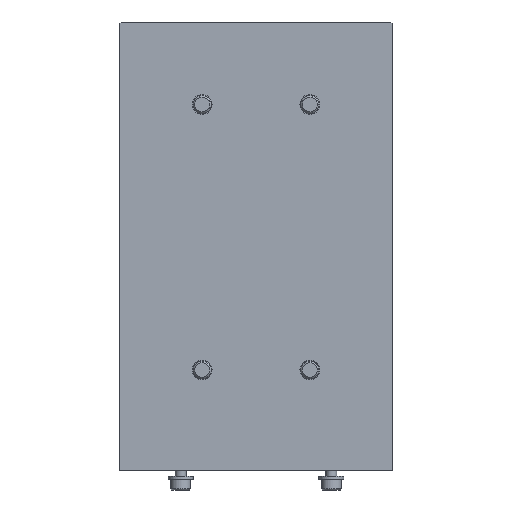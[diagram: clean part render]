
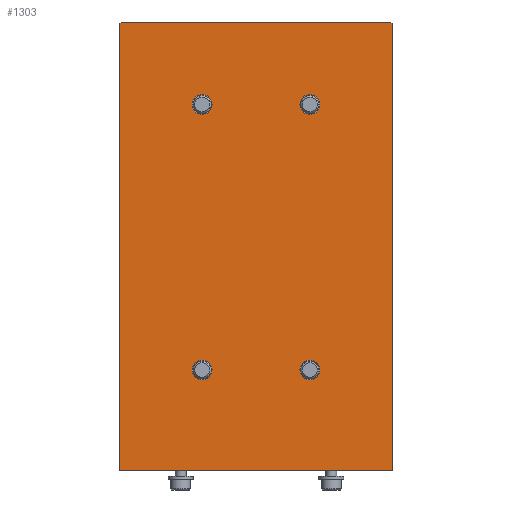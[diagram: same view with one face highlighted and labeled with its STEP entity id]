
A CAD part, front view. The second image highlights one B-rep face of the part: STEP entity #1303.
In plain terms, the highlighted planar face has unit normal (0, -1, 0).
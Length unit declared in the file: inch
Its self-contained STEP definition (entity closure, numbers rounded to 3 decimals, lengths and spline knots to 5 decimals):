
#31 = CARTESIAN_POINT ( 'NONE',  ( -0.59055, 0., 4.01575 ) ) ;
#103 = AXIS2_PLACEMENT_3D ( 'NONE', #6802, #692, #6132 ) ;
#184 = CARTESIAN_POINT ( 'NONE',  ( 0.59055, 0., 4.01575 ) ) ;
#206 = VERTEX_POINT ( 'NONE', #5304 ) ;
#285 = VECTOR ( 'NONE', #3692, 39.37008 ) ;
#478 = LINE ( 'NONE', #558, #3089 ) ;
#523 = CARTESIAN_POINT ( 'NONE',  ( 1.47638, 0., 4.92126 ) ) ;
#558 = CARTESIAN_POINT ( 'NONE',  ( -1.47638, 0., 4.92126 ) ) ;
#575 = AXIS2_PLACEMENT_3D ( 'NONE', #31, #2742, #5468 ) ;
#594 = DIRECTION ( 'NONE',  ( 0., 0., -1. ) ) ;
#659 = FACE_BOUND ( 'NONE', #8476, .T. ) ;
#665 = EDGE_CURVE ( 'NONE', #1461, #1034, #7224, .T. ) ;
#680 = CIRCLE ( 'NONE', #6803, 0.10827 ) ;
#692 = DIRECTION ( 'NONE',  ( 0., -1., 0. ) ) ;
#722 = EDGE_CURVE ( 'NONE', #1937, #8521, #680, .T. ) ;
#803 = DIRECTION ( 'NONE',  ( 0., -1., 0. ) ) ;
#946 = VECTOR ( 'NONE', #1407, 39.37008 ) ;
#1034 = VERTEX_POINT ( 'NONE', #7792 ) ;
#1061 = VERTEX_POINT ( 'NONE', #523 ) ;
#1111 = EDGE_LOOP ( 'NONE', ( #1158, #3773 ) ) ;
#1133 = VERTEX_POINT ( 'NONE', #6638 ) ;
#1158 = ORIENTED_EDGE ( 'NONE', *, *, #4061, .F. ) ;
#1277 = CIRCLE ( 'NONE', #4125, 0.10827 ) ;
#1295 = DIRECTION ( 'NONE',  ( 0., 0., -1. ) ) ;
#1303 = ADVANCED_FACE ( 'NONE', ( #8238, #4046, #659, #7477, #8773 ), #3513, .F. ) ;
#1407 = DIRECTION ( 'NONE',  ( -1., 0., 0. ) ) ;
#1461 = VERTEX_POINT ( 'NONE', #2885 ) ;
#1476 = ORIENTED_EDGE ( 'NONE', *, *, #7149, .F. ) ;
#1560 = CARTESIAN_POINT ( 'NONE',  ( 0.59055, 0., 1.21063 ) ) ;
#1680 = CARTESIAN_POINT ( 'NONE',  ( -0.59055, 0., 3.90748 ) ) ;
#1905 = DIRECTION ( 'NONE',  ( 0., 0., -1. ) ) ;
#1937 = VERTEX_POINT ( 'NONE', #6618 ) ;
#1944 = EDGE_CURVE ( 'NONE', #206, #4243, #8013, .T. ) ;
#2162 = CIRCLE ( 'NONE', #2939, 0.10827 ) ;
#2281 = ORIENTED_EDGE ( 'NONE', *, *, #1944, .F. ) ;
#2362 = CIRCLE ( 'NONE', #103, 0.10827 ) ;
#2363 = CARTESIAN_POINT ( 'NONE',  ( 1.49606, 0., 4.92126 ) ) ;
#2582 = DIRECTION ( 'NONE',  ( 0., 0., -1. ) ) ;
#2742 = DIRECTION ( 'NONE',  ( 0., -1., 0. ) ) ;
#2858 = VERTEX_POINT ( 'NONE', #6317 ) ;
#2885 = CARTESIAN_POINT ( 'NONE',  ( -1.49606, 0., 0. ) ) ;
#2892 = AXIS2_PLACEMENT_3D ( 'NONE', #8282, #4003, #6770 ) ;
#2899 = DIRECTION ( 'NONE',  ( 0., -1., 0. ) ) ;
#2939 = AXIS2_PLACEMENT_3D ( 'NONE', #5192, #8178, #594 ) ;
#3003 = LINE ( 'NONE', #2363, #3861 ) ;
#3078 = DIRECTION ( 'NONE',  ( 0.707, 0., -0.707 ) ) ;
#3089 = VECTOR ( 'NONE', #7166, 39.37008 ) ;
#3100 = ORIENTED_EDGE ( 'NONE', *, *, #6968, .F. ) ;
#3136 = CIRCLE ( 'NONE', #4276, 0.10827 ) ;
#3165 = VERTEX_POINT ( 'NONE', #7378 ) ;
#3223 = DIRECTION ( 'NONE',  ( 0., 0., -1. ) ) ;
#3357 = CARTESIAN_POINT ( 'NONE',  ( 0.59055, 0., 4.12402 ) ) ;
#3477 = EDGE_CURVE ( 'NONE', #8023, #2858, #3003, .T. ) ;
#3513 = PLANE ( 'NONE',  #2892 ) ;
#3608 = EDGE_LOOP ( 'NONE', ( #7536, #3100, #4717, #8691, #8735, #7230 ) ) ;
#3692 = DIRECTION ( 'NONE',  ( 1., 0., 0. ) ) ;
#3728 = CIRCLE ( 'NONE', #4877, 0.10827 ) ;
#3773 = ORIENTED_EDGE ( 'NONE', *, *, #4239, .F. ) ;
#3861 = VECTOR ( 'NONE', #8525, 39.37008 ) ;
#3898 = EDGE_CURVE ( 'NONE', #1061, #8023, #7140, .T. ) ;
#4003 = DIRECTION ( 'NONE',  ( 0., 1., 0. ) ) ;
#4046 = FACE_BOUND ( 'NONE', #4904, .T. ) ;
#4061 = EDGE_CURVE ( 'NONE', #5787, #6457, #3728, .T. ) ;
#4125 = AXIS2_PLACEMENT_3D ( 'NONE', #184, #2899, #5619 ) ;
#4208 = CARTESIAN_POINT ( 'NONE',  ( 1.49606, 0., 4.90157 ) ) ;
#4239 = EDGE_CURVE ( 'NONE', #6457, #5787, #1277, .T. ) ;
#4243 = VERTEX_POINT ( 'NONE', #1560 ) ;
#4276 = AXIS2_PLACEMENT_3D ( 'NONE', #5348, #8064, #1905 ) ;
#4283 = LINE ( 'NONE', #6510, #285 ) ;
#4428 = CARTESIAN_POINT ( 'NONE',  ( 0.59055, 0., 1.10236 ) ) ;
#4552 = ORIENTED_EDGE ( 'NONE', *, *, #4796, .F. ) ;
#4611 = CARTESIAN_POINT ( 'NONE',  ( 0.59055, 0., 3.90748 ) ) ;
#4685 = CARTESIAN_POINT ( 'NONE',  ( -0.59055, 0., 4.01575 ) ) ;
#4717 = ORIENTED_EDGE ( 'NONE', *, *, #5295, .T. ) ;
#4794 = LINE ( 'NONE', #5471, #946 ) ;
#4796 = EDGE_CURVE ( 'NONE', #3165, #1133, #2162, .T. ) ;
#4877 = AXIS2_PLACEMENT_3D ( 'NONE', #5537, #803, #1295 ) ;
#4904 = EDGE_LOOP ( 'NONE', ( #2281, #1476 ) ) ;
#5192 = CARTESIAN_POINT ( 'NONE',  ( -0.59055, 0., 1.10236 ) ) ;
#5295 = EDGE_CURVE ( 'NONE', #8028, #1034, #478, .T. ) ;
#5304 = CARTESIAN_POINT ( 'NONE',  ( 0.59055, 0., 0.99409 ) ) ;
#5348 = CARTESIAN_POINT ( 'NONE',  ( 0.59055, 0., 1.10236 ) ) ;
#5468 = DIRECTION ( 'NONE',  ( 0., 0., -1. ) ) ;
#5471 = CARTESIAN_POINT ( 'NONE',  ( 1.49606, 0., 0. ) ) ;
#5537 = CARTESIAN_POINT ( 'NONE',  ( 0.59055, 0., 4.01575 ) ) ;
#5619 = DIRECTION ( 'NONE',  ( 0., 0., -1. ) ) ;
#5787 = VERTEX_POINT ( 'NONE', #4611 ) ;
#6018 = DIRECTION ( 'NONE',  ( 0., 0., 1. ) ) ;
#6132 = DIRECTION ( 'NONE',  ( 0., 0., -1. ) ) ;
#6317 = CARTESIAN_POINT ( 'NONE',  ( 1.49606, 0., 0. ) ) ;
#6373 = VECTOR ( 'NONE', #6018, 39.37008 ) ;
#6457 = VERTEX_POINT ( 'NONE', #3357 ) ;
#6468 = ORIENTED_EDGE ( 'NONE', *, *, #722, .F. ) ;
#6473 = CARTESIAN_POINT ( 'NONE',  ( 1.49606, 0., 4.90157 ) ) ;
#6510 = CARTESIAN_POINT ( 'NONE',  ( 1.49606, 0., 4.92126 ) ) ;
#6575 = DIRECTION ( 'NONE',  ( 0., -1., 0. ) ) ;
#6595 = AXIS2_PLACEMENT_3D ( 'NONE', #4428, #6575, #3223 ) ;
#6618 = CARTESIAN_POINT ( 'NONE',  ( -0.59055, 0., 4.12402 ) ) ;
#6638 = CARTESIAN_POINT ( 'NONE',  ( -0.59055, 0., 1.21063 ) ) ;
#6726 = VECTOR ( 'NONE', #3078, 39.37008 ) ;
#6770 = DIRECTION ( 'NONE',  ( 0., 0., 1. ) ) ;
#6802 = CARTESIAN_POINT ( 'NONE',  ( -0.59055, 0., 1.10236 ) ) ;
#6803 = AXIS2_PLACEMENT_3D ( 'NONE', #4685, #7399, #2582 ) ;
#6894 = CARTESIAN_POINT ( 'NONE',  ( -1.47638, 0., 4.92126 ) ) ;
#6968 = EDGE_CURVE ( 'NONE', #8028, #1061, #4283, .T. ) ;
#7070 = EDGE_LOOP ( 'NONE', ( #7935, #6468 ) ) ;
#7127 = CIRCLE ( 'NONE', #575, 0.10827 ) ;
#7140 = LINE ( 'NONE', #6473, #6726 ) ;
#7149 = EDGE_CURVE ( 'NONE', #4243, #206, #3136, .T. ) ;
#7166 = DIRECTION ( 'NONE',  ( -0.707, 0., -0.707 ) ) ;
#7224 = LINE ( 'NONE', #8783, #6373 ) ;
#7230 = ORIENTED_EDGE ( 'NONE', *, *, #3477, .F. ) ;
#7378 = CARTESIAN_POINT ( 'NONE',  ( -0.59055, 0., 0.99409 ) ) ;
#7399 = DIRECTION ( 'NONE',  ( 0., -1., 0. ) ) ;
#7462 = EDGE_CURVE ( 'NONE', #8521, #1937, #7127, .T. ) ;
#7477 = FACE_BOUND ( 'NONE', #1111, .T. ) ;
#7536 = ORIENTED_EDGE ( 'NONE', *, *, #3898, .F. ) ;
#7701 = ORIENTED_EDGE ( 'NONE', *, *, #7998, .F. ) ;
#7792 = CARTESIAN_POINT ( 'NONE',  ( -1.49606, 0., 4.90157 ) ) ;
#7935 = ORIENTED_EDGE ( 'NONE', *, *, #7462, .F. ) ;
#7998 = EDGE_CURVE ( 'NONE', #1133, #3165, #2362, .T. ) ;
#8005 = EDGE_CURVE ( 'NONE', #2858, #1461, #4794, .T. ) ;
#8013 = CIRCLE ( 'NONE', #6595, 0.10827 ) ;
#8023 = VERTEX_POINT ( 'NONE', #4208 ) ;
#8028 = VERTEX_POINT ( 'NONE', #6894 ) ;
#8064 = DIRECTION ( 'NONE',  ( 0., -1., 0. ) ) ;
#8178 = DIRECTION ( 'NONE',  ( 0., -1., 0. ) ) ;
#8238 = FACE_OUTER_BOUND ( 'NONE', #3608, .T. ) ;
#8282 = CARTESIAN_POINT ( 'NONE',  ( 1.49606, 0., 4.92126 ) ) ;
#8476 = EDGE_LOOP ( 'NONE', ( #4552, #7701 ) ) ;
#8521 = VERTEX_POINT ( 'NONE', #1680 ) ;
#8525 = DIRECTION ( 'NONE',  ( 0., 0., -1. ) ) ;
#8691 = ORIENTED_EDGE ( 'NONE', *, *, #665, .F. ) ;
#8735 = ORIENTED_EDGE ( 'NONE', *, *, #8005, .F. ) ;
#8773 = FACE_BOUND ( 'NONE', #7070, .T. ) ;
#8783 = CARTESIAN_POINT ( 'NONE',  ( -1.49606, 0., 4.92126 ) ) ;
